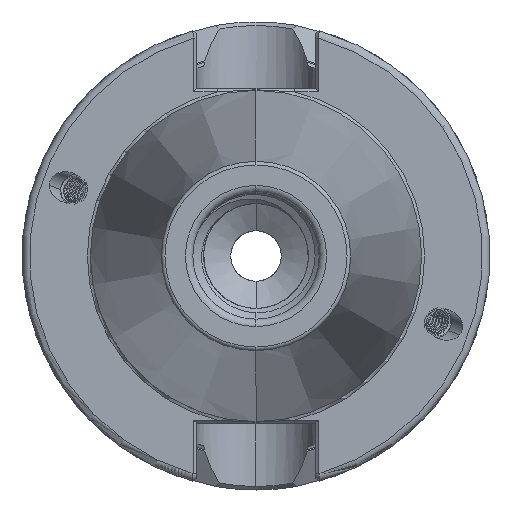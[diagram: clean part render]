
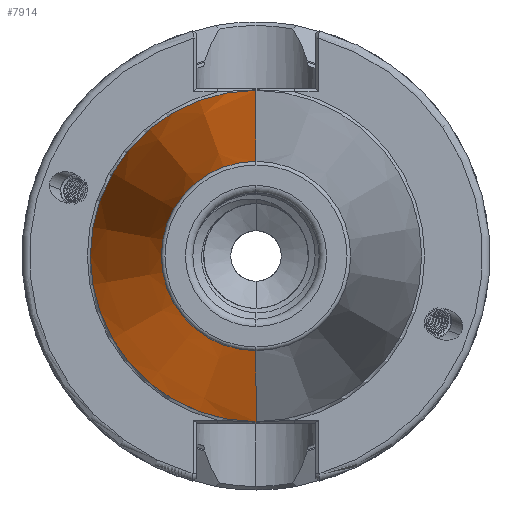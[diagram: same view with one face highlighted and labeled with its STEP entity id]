
A CAD part, left-side view. The second image highlights one B-rep face of the part: STEP entity #7914.
In plain terms, the highlighted conical face has half-angle 8.297 degrees and reference radius 22.298 mm.
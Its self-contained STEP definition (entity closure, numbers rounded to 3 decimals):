
#2422 = EDGE_LOOP ( 'NONE', ( #10337, #10335, #10336, #10334 ) ) ;
#2546 = VERTEX_POINT ( 'NONE', #10030 ) ;
#2547 = VERTEX_POINT ( 'NONE', #10031 ) ;
#2548 = VERTEX_POINT ( 'NONE', #10032 ) ;
#2549 = VERTEX_POINT ( 'NONE', #10033 ) ;
#4064 = AXIS2_PLACEMENT_3D ( 'NONE', #6044, #6045, #6046 ) ;
#4067 = AXIS2_PLACEMENT_3D ( 'NONE', #6047, #6054, #6055 ) ;
#4068 = VECTOR ( 'NONE', #6053, 1000. ) ;
#6044 = CARTESIAN_POINT ( 'NONE',  ( -1.5, 0., 0. ) ) ;
#6045 = DIRECTION ( 'NONE',  ( 1., 0., 0. ) ) ;
#6046 = DIRECTION ( 'NONE',  ( 0., 0., -1. ) ) ;
#6047 = CARTESIAN_POINT ( 'NONE',  ( -66.972, 0., 0. ) ) ;
#6051 = LINE ( 'NONE', #6052, #4068 ) ;
#6052 = CARTESIAN_POINT ( 'NONE',  ( -1.5, 0., 22.298 ) ) ;
#6053 = DIRECTION ( 'NONE',  ( 0.99, 0., 0.144 ) ) ;
#6054 = DIRECTION ( 'NONE',  ( 1., 0., 0. ) ) ;
#6055 = DIRECTION ( 'NONE',  ( 0., 0., -1. ) ) ;
#6057 = LINE ( 'NONE', #6058, #7727 ) ;
#6058 = CARTESIAN_POINT ( 'NONE',  ( -1.5, 0., -22.298 ) ) ;
#6059 = DIRECTION ( 'NONE',  ( 0.99, 0., -0.144 ) ) ;
#7519 = CONICAL_SURFACE ( 'NONE', #13069, 22.298, 0.145 ) ;
#7605 = CIRCLE ( 'NONE', #4067, 12.75 ) ;
#7606 = CIRCLE ( 'NONE', #4064, 22.298 ) ;
#7727 = VECTOR ( 'NONE', #6059, 1000. ) ;
#7914 = ADVANCED_FACE ( 'NONE', ( #13066 ), #7519, .T. ) ;
#10030 = CARTESIAN_POINT ( 'NONE',  ( -1.5, 0., -22.298 ) ) ;
#10031 = CARTESIAN_POINT ( 'NONE',  ( -1.5, 0., 22.298 ) ) ;
#10032 = CARTESIAN_POINT ( 'NONE',  ( -66.972, 0., -12.75 ) ) ;
#10033 = CARTESIAN_POINT ( 'NONE',  ( -66.972, 0., 12.75 ) ) ;
#10334 = ORIENTED_EDGE ( 'NONE', *, *, #13202, .F. ) ;
#10335 = ORIENTED_EDGE ( 'NONE', *, *, #13200, .T. ) ;
#10336 = ORIENTED_EDGE ( 'NONE', *, *, #13198, .F. ) ;
#10337 = ORIENTED_EDGE ( 'NONE', *, *, #13201, .T. ) ;
#12239 = CARTESIAN_POINT ( 'NONE',  ( -1.5, 0., 0. ) ) ;
#12240 = DIRECTION ( 'NONE',  ( 1., 0., 0. ) ) ;
#12241 = DIRECTION ( 'NONE',  ( 0., 0., -1. ) ) ;
#13066 = FACE_OUTER_BOUND ( 'NONE', #2422, .T. ) ;
#13069 = AXIS2_PLACEMENT_3D ( 'NONE', #12239, #12240, #12241 ) ;
#13198 = EDGE_CURVE ( 'NONE', #2546, #2547, #7606, .T. ) ;
#13200 = EDGE_CURVE ( 'NONE', #2549, #2547, #6051, .T. ) ;
#13201 = EDGE_CURVE ( 'NONE', #2548, #2549, #7605, .T. ) ;
#13202 = EDGE_CURVE ( 'NONE', #2548, #2546, #6057, .T. ) ;
